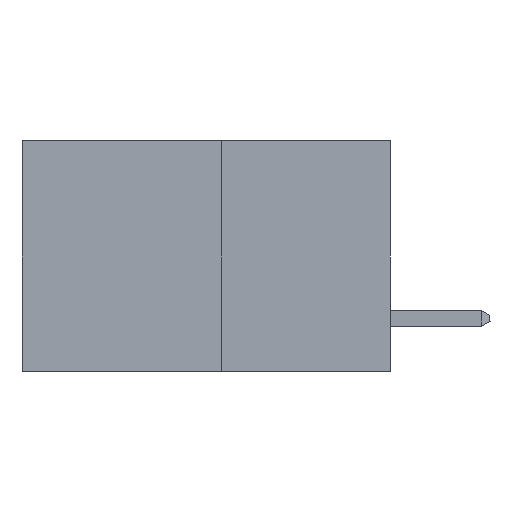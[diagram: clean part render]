
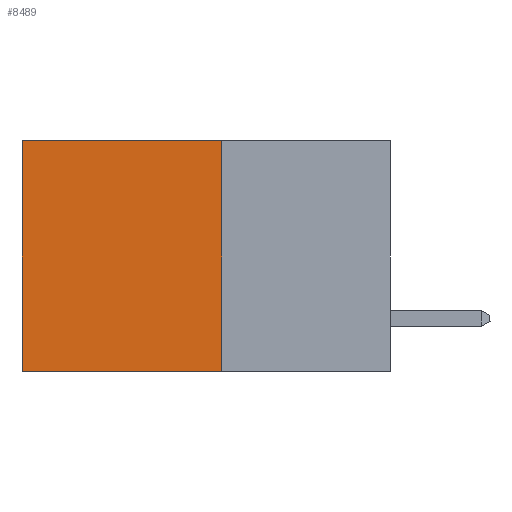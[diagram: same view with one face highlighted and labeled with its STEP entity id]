
A CAD part, left-side view. The second image highlights one B-rep face of the part: STEP entity #8489.
In plain terms, the highlighted planar face has unit normal (-1, 0, 0).
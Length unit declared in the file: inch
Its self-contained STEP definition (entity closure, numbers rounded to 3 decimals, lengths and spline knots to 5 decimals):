
#573 = VECTOR ( 'NONE', #29545, 39.37008 ) ;
#1068 = VERTEX_POINT ( 'NONE', #12307 ) ;
#2137 = CARTESIAN_POINT ( 'NONE',  ( 0.277, 0.27, 0. ) ) ;
#2387 = VECTOR ( 'NONE', #29052, 39.37008 ) ;
#2835 = EDGE_CURVE ( 'NONE', #24544, #1068, #20591, .T. ) ;
#2851 = EDGE_CURVE ( 'NONE', #29383, #24544, #13087, .T. ) ;
#5402 = LINE ( 'NONE', #29065, #29753 ) ;
#5503 = ORIENTED_EDGE ( 'NONE', *, *, #5740, .T. ) ;
#5740 = EDGE_CURVE ( 'NONE', #29383, #11602, #22437, .T. ) ;
#6244 = ORIENTED_EDGE ( 'NONE', *, *, #2851, .F. ) ;
#7545 = FACE_OUTER_BOUND ( 'NONE', #19791, .T. ) ;
#8489 = ADVANCED_FACE ( 'NONE', ( #7545 ), #21638, .F. ) ;
#10507 = EDGE_CURVE ( 'NONE', #11602, #1068, #5402, .T. ) ;
#11602 = VERTEX_POINT ( 'NONE', #30948 ) ;
#12307 = CARTESIAN_POINT ( 'NONE',  ( 0.277, 0.59, -0.37 ) ) ;
#13087 = LINE ( 'NONE', #28373, #25708 ) ;
#16492 = DIRECTION ( 'NONE',  ( 0., 0., -1. ) ) ;
#19791 = EDGE_LOOP ( 'NONE', ( #20586, #27685, #6244, #5503 ) ) ;
#20543 = AXIS2_PLACEMENT_3D ( 'NONE', #21487, #21416, #21340 ) ;
#20586 = ORIENTED_EDGE ( 'NONE', *, *, #10507, .T. ) ;
#20591 = LINE ( 'NONE', #30264, #573 ) ;
#21340 = DIRECTION ( 'NONE',  ( 0., 0., -1. ) ) ;
#21416 = DIRECTION ( 'NONE',  ( 1., 0., 0. ) ) ;
#21487 = CARTESIAN_POINT ( 'NONE',  ( 0.277, 0.27, -0.37 ) ) ;
#21638 = PLANE ( 'NONE',  #20543 ) ;
#22437 = LINE ( 'NONE', #29091, #2387 ) ;
#23964 = CARTESIAN_POINT ( 'NONE',  ( 0.277, 0.27, -0.37 ) ) ;
#24544 = VERTEX_POINT ( 'NONE', #23964 ) ;
#25708 = VECTOR ( 'NONE', #28599, 39.37008 ) ;
#27685 = ORIENTED_EDGE ( 'NONE', *, *, #2835, .F. ) ;
#28373 = CARTESIAN_POINT ( 'NONE',  ( 0.277, 0.27, -0.37 ) ) ;
#28599 = DIRECTION ( 'NONE',  ( 0., 0., -1. ) ) ;
#29052 = DIRECTION ( 'NONE',  ( 0., 1., 0. ) ) ;
#29065 = CARTESIAN_POINT ( 'NONE',  ( 0.277, 0.59, -0.37 ) ) ;
#29091 = CARTESIAN_POINT ( 'NONE',  ( 0.277, 0.27, 0. ) ) ;
#29383 = VERTEX_POINT ( 'NONE', #2137 ) ;
#29545 = DIRECTION ( 'NONE',  ( 0., 1., 0. ) ) ;
#29753 = VECTOR ( 'NONE', #16492, 39.37008 ) ;
#30264 = CARTESIAN_POINT ( 'NONE',  ( 0.277, 0.27, -0.37 ) ) ;
#30948 = CARTESIAN_POINT ( 'NONE',  ( 0.277, 0.59, 0. ) ) ;
